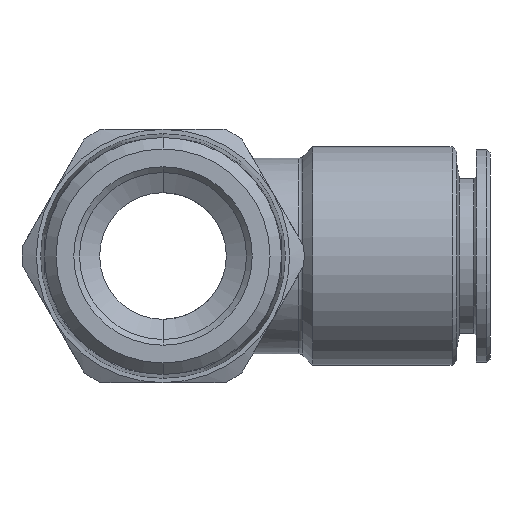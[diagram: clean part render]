
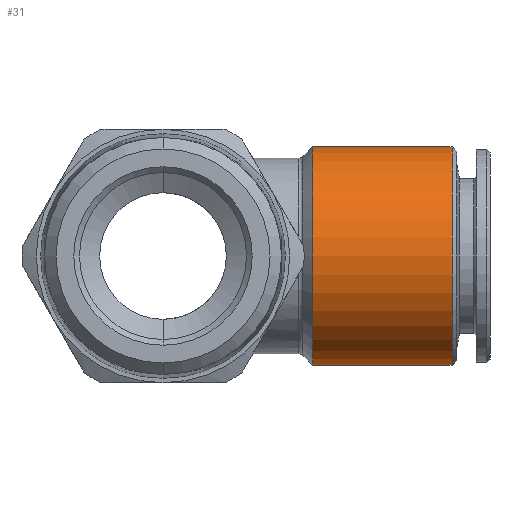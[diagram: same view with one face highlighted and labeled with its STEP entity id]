
A CAD part, front view. The second image highlights one B-rep face of the part: STEP entity #31.
In plain terms, the highlighted cylindrical face has radius 9.5 mm (diameter 19 mm), a partial arc.
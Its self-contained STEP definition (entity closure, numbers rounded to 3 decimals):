
#31 = ADVANCED_FACE ( 'NONE', ( #1186 ), #1181, .T. ) ;
#32 = EDGE_CURVE ( 'NONE', #845, #751, #1212, .T. ) ;
#34 = ORIENTED_EDGE ( 'NONE', *, *, #1039, .T. ) ;
#36 = EDGE_LOOP ( 'NONE', ( #93, #94, #34, #66 ) ) ;
#66 = ORIENTED_EDGE ( 'NONE', *, *, #578, .F. ) ;
#93 = ORIENTED_EDGE ( 'NONE', *, *, #980, .F. ) ;
#94 = ORIENTED_EDGE ( 'NONE', *, *, #32, .T. ) ;
#578 = EDGE_CURVE ( 'NONE', #981, #982, #3025, .T. ) ;
#751 = VERTEX_POINT ( 'NONE', #3273 ) ;
#845 = VERTEX_POINT ( 'NONE', #3395 ) ;
#980 = EDGE_CURVE ( 'NONE', #845, #981, #3739, .T. ) ;
#981 = VERTEX_POINT ( 'NONE', #3735 ) ;
#982 = VERTEX_POINT ( 'NONE', #3734 ) ;
#1039 = EDGE_CURVE ( 'NONE', #751, #982, #3966, .T. ) ;
#1180 = CARTESIAN_POINT ( 'NONE',  ( 0., 0., 0. ) ) ;
#1181 = CYLINDRICAL_SURFACE ( 'NONE', #1215, 9.5 ) ;
#1185 = DIRECTION ( 'NONE',  ( -1., 0., 0. ) ) ;
#1186 = FACE_OUTER_BOUND ( 'NONE', #36, .T. ) ;
#1208 = DIRECTION ( 'NONE',  ( 0., 0., 1. ) ) ;
#1209 = DIRECTION ( 'NONE',  ( -1., 0., 0. ) ) ;
#1210 = CARTESIAN_POINT ( 'NONE',  ( 25.1, 0., 0. ) ) ;
#1211 = AXIS2_PLACEMENT_3D ( 'NONE', #1210, #1209, #1208 ) ;
#1212 = CIRCLE ( 'NONE', #1211, 9.5 ) ;
#1214 = DIRECTION ( 'NONE',  ( 0., 0., 1. ) ) ;
#1215 = AXIS2_PLACEMENT_3D ( 'NONE', #1180, #1185, #1214 ) ;
#3021 = DIRECTION ( 'NONE',  ( 0., 0., -1. ) ) ;
#3022 = DIRECTION ( 'NONE',  ( -1., 0., 0. ) ) ;
#3023 = CARTESIAN_POINT ( 'NONE',  ( 13., 0., 0. ) ) ;
#3024 = AXIS2_PLACEMENT_3D ( 'NONE', #3023, #3022, #3021 ) ;
#3025 = CIRCLE ( 'NONE', #3024, 9.5 ) ;
#3273 = CARTESIAN_POINT ( 'NONE',  ( 25.1, 0., 9.5 ) ) ;
#3395 = CARTESIAN_POINT ( 'NONE',  ( 25.1, 0., -9.5 ) ) ;
#3734 = CARTESIAN_POINT ( 'NONE',  ( 13., 0., 9.5 ) ) ;
#3735 = CARTESIAN_POINT ( 'NONE',  ( 13., 0., -9.5 ) ) ;
#3736 = DIRECTION ( 'NONE',  ( -1., 0., 0. ) ) ;
#3737 = VECTOR ( 'NONE', #3736, 1000. ) ;
#3738 = CARTESIAN_POINT ( 'NONE',  ( 0., 0., -9.5 ) ) ;
#3739 = LINE ( 'NONE', #3738, #3737 ) ;
#3963 = DIRECTION ( 'NONE',  ( -1., 0., 0. ) ) ;
#3964 = VECTOR ( 'NONE', #3963, 1000. ) ;
#3965 = CARTESIAN_POINT ( 'NONE',  ( 0., 0., 9.5 ) ) ;
#3966 = LINE ( 'NONE', #3965, #3964 ) ;
